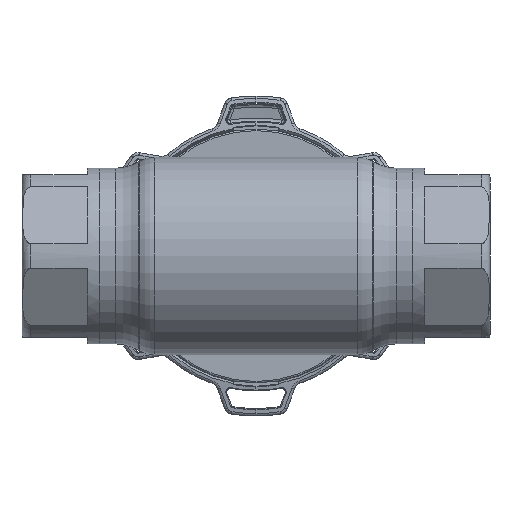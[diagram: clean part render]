
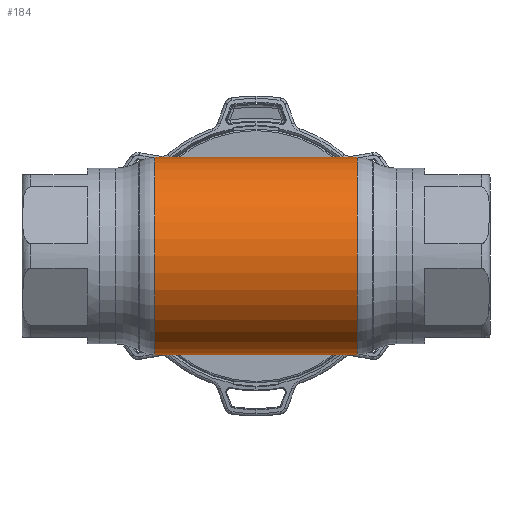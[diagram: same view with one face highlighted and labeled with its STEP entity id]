
A CAD part, front view. The second image highlights one B-rep face of the part: STEP entity #184.
In plain terms, the highlighted cylindrical face has radius 33.34 mm (diameter 66.68 mm), a partial arc.
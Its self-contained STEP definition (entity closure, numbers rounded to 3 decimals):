
#184 = ADVANCED_FACE ( 'NONE', ( #6954 ), #14711, .T. ) ;
#338 = LINE ( 'NONE', #18684, #28954 ) ;
#512 = AXIS2_PLACEMENT_3D ( 'NONE', #11535, #21640, #1765 ) ;
#1765 = DIRECTION ( 'NONE',  ( 0., 0., 1. ) ) ;
#3688 = ORIENTED_EDGE ( 'NONE', *, *, #25188, .F. ) ;
#5073 = EDGE_LOOP ( 'NONE', ( #27576, #8894, #30044, #3688 ) ) ;
#6681 = VERTEX_POINT ( 'NONE', #11918 ) ;
#6954 = FACE_OUTER_BOUND ( 'NONE', #5073, .T. ) ;
#7430 = DIRECTION ( 'NONE',  ( -1., 0., 0. ) ) ;
#8389 = DIRECTION ( 'NONE',  ( -1., 0., 0. ) ) ;
#8894 = ORIENTED_EDGE ( 'NONE', *, *, #30118, .T. ) ;
#9032 = CARTESIAN_POINT ( 'NONE',  ( -34.177, 0., -33.34 ) ) ;
#9143 = CARTESIAN_POINT ( 'NONE',  ( 34.177, 0., 33.34 ) ) ;
#9494 = DIRECTION ( 'NONE',  ( 0., 0., 1. ) ) ;
#9678 = AXIS2_PLACEMENT_3D ( 'NONE', #21719, #31950, #22051 ) ;
#11396 = VECTOR ( 'NONE', #7430, 1000. ) ;
#11535 = CARTESIAN_POINT ( 'NONE',  ( 34.177, 0., 0. ) ) ;
#11918 = CARTESIAN_POINT ( 'NONE',  ( -34.177, 0., 33.34 ) ) ;
#14711 = CYLINDRICAL_SURFACE ( 'NONE', #21654, 33.34 ) ;
#17012 = VERTEX_POINT ( 'NONE', #9143 ) ;
#18626 = CARTESIAN_POINT ( 'NONE',  ( 34.177, 0., -33.34 ) ) ;
#18684 = CARTESIAN_POINT ( 'NONE',  ( -62.69, 0., -33.34 ) ) ;
#19212 = EDGE_CURVE ( 'NONE', #17012, #6681, #30507, .T. ) ;
#19558 = VERTEX_POINT ( 'NONE', #18626 ) ;
#21075 = EDGE_CURVE ( 'NONE', #19558, #28895, #338, .T. ) ;
#21640 = DIRECTION ( 'NONE',  ( -1., 0., 0. ) ) ;
#21654 = AXIS2_PLACEMENT_3D ( 'NONE', #27839, #25488, #9494 ) ;
#21719 = CARTESIAN_POINT ( 'NONE',  ( -34.177, 0., 0. ) ) ;
#22051 = DIRECTION ( 'NONE',  ( 0., 0., 1. ) ) ;
#23118 = CIRCLE ( 'NONE', #9678, 33.34 ) ;
#25188 = EDGE_CURVE ( 'NONE', #28895, #6681, #23118, .T. ) ;
#25488 = DIRECTION ( 'NONE',  ( -1., 0., 0. ) ) ;
#27576 = ORIENTED_EDGE ( 'NONE', *, *, #21075, .F. ) ;
#27839 = CARTESIAN_POINT ( 'NONE',  ( -62.69, 0., 0. ) ) ;
#28895 = VERTEX_POINT ( 'NONE', #9032 ) ;
#28954 = VECTOR ( 'NONE', #8389, 1000. ) ;
#30044 = ORIENTED_EDGE ( 'NONE', *, *, #19212, .T. ) ;
#30104 = CIRCLE ( 'NONE', #512, 33.34 ) ;
#30118 = EDGE_CURVE ( 'NONE', #19558, #17012, #30104, .T. ) ;
#30507 = LINE ( 'NONE', #33154, #11396 ) ;
#31950 = DIRECTION ( 'NONE',  ( -1., 0., 0. ) ) ;
#33154 = CARTESIAN_POINT ( 'NONE',  ( -62.69, 0., 33.34 ) ) ;
